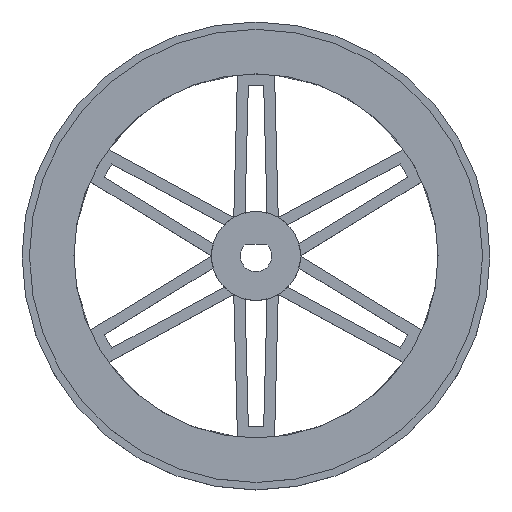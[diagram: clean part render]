
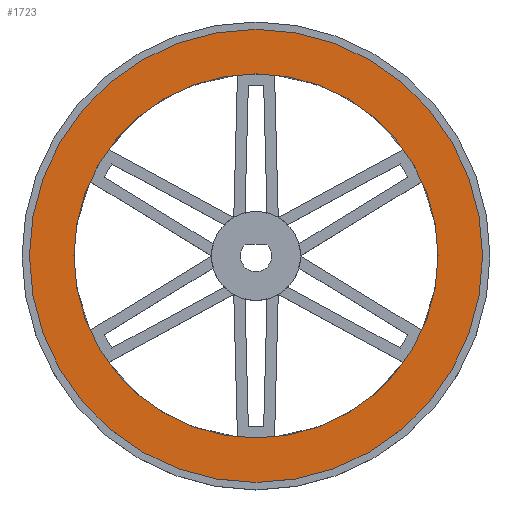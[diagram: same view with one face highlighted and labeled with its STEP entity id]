
A CAD part, top view. The second image highlights one B-rep face of the part: STEP entity #1723.
In plain terms, the highlighted planar face has unit normal (0, 0, 1).
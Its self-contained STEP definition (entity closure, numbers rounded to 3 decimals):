
#32 = AXIS2_PLACEMENT_3D ( 'NONE', #1476, #2160, #639 ) ;
#122 = DIRECTION ( 'NONE',  ( 0., 0., 1. ) ) ;
#276 = DIRECTION ( 'NONE',  ( 0., 0., 1. ) ) ;
#308 = ORIENTED_EDGE ( 'NONE', *, *, #1075, .F. ) ;
#325 = ORIENTED_EDGE ( 'NONE', *, *, #355, .T. ) ;
#355 = EDGE_CURVE ( 'NONE', #658, #1410, #364, .T. ) ;
#364 = CIRCLE ( 'NONE', #32, 30.55 ) ;
#417 = CARTESIAN_POINT ( 'NONE',  ( 0., 0., 6.75 ) ) ;
#480 = CIRCLE ( 'NONE', #1809, 30.55 ) ;
#556 = EDGE_CURVE ( 'NONE', #1410, #658, #480, .T. ) ;
#598 = CARTESIAN_POINT ( 'NONE',  ( -24.55, 0., 6.75 ) ) ;
#638 = EDGE_CURVE ( 'NONE', #775, #1380, #1818, .T. ) ;
#639 = DIRECTION ( 'NONE',  ( 1., 0., 0. ) ) ;
#650 = CIRCLE ( 'NONE', #2053, 24.55 ) ;
#658 = VERTEX_POINT ( 'NONE', #1912 ) ;
#752 = DIRECTION ( 'NONE',  ( 1., 0., 0. ) ) ;
#775 = VERTEX_POINT ( 'NONE', #1974 ) ;
#776 = DIRECTION ( 'NONE',  ( 1., 0., 0. ) ) ;
#784 = DIRECTION ( 'NONE',  ( 0., 0., 1. ) ) ;
#787 = DIRECTION ( 'NONE',  ( 0., 0., 1. ) ) ;
#943 = DIRECTION ( 'NONE',  ( 1., 0., 0. ) ) ;
#952 = FACE_OUTER_BOUND ( 'NONE', #1006, .T. ) ;
#1006 = EDGE_LOOP ( 'NONE', ( #1948, #325 ) ) ;
#1075 = EDGE_CURVE ( 'NONE', #1380, #775, #650, .T. ) ;
#1103 = PLANE ( 'NONE',  #1361 ) ;
#1104 = CARTESIAN_POINT ( 'NONE',  ( 0., 0., 6.75 ) ) ;
#1196 = CARTESIAN_POINT ( 'NONE',  ( 30.55, 0., 6.75 ) ) ;
#1317 = EDGE_LOOP ( 'NONE', ( #1722, #308 ) ) ;
#1361 = AXIS2_PLACEMENT_3D ( 'NONE', #1627, #122, #776 ) ;
#1380 = VERTEX_POINT ( 'NONE', #598 ) ;
#1410 = VERTEX_POINT ( 'NONE', #1196 ) ;
#1430 = AXIS2_PLACEMENT_3D ( 'NONE', #1104, #276, #943 ) ;
#1476 = CARTESIAN_POINT ( 'NONE',  ( 0., 0., 6.75 ) ) ;
#1606 = FACE_BOUND ( 'NONE', #1317, .T. ) ;
#1614 = DIRECTION ( 'NONE',  ( 1., 0., 0. ) ) ;
#1627 = CARTESIAN_POINT ( 'NONE',  ( 30.55, 0., 6.75 ) ) ;
#1722 = ORIENTED_EDGE ( 'NONE', *, *, #638, .F. ) ;
#1723 = ADVANCED_FACE ( 'NONE', ( #952, #1606 ), #1103, .T. ) ;
#1790 = CARTESIAN_POINT ( 'NONE',  ( 0., 0., 6.75 ) ) ;
#1809 = AXIS2_PLACEMENT_3D ( 'NONE', #417, #787, #752 ) ;
#1818 = CIRCLE ( 'NONE', #1430, 24.55 ) ;
#1912 = CARTESIAN_POINT ( 'NONE',  ( -30.55, 0., 6.75 ) ) ;
#1948 = ORIENTED_EDGE ( 'NONE', *, *, #556, .T. ) ;
#1974 = CARTESIAN_POINT ( 'NONE',  ( 24.55, 0., 6.75 ) ) ;
#2053 = AXIS2_PLACEMENT_3D ( 'NONE', #1790, #784, #1614 ) ;
#2160 = DIRECTION ( 'NONE',  ( 0., 0., 1. ) ) ;
